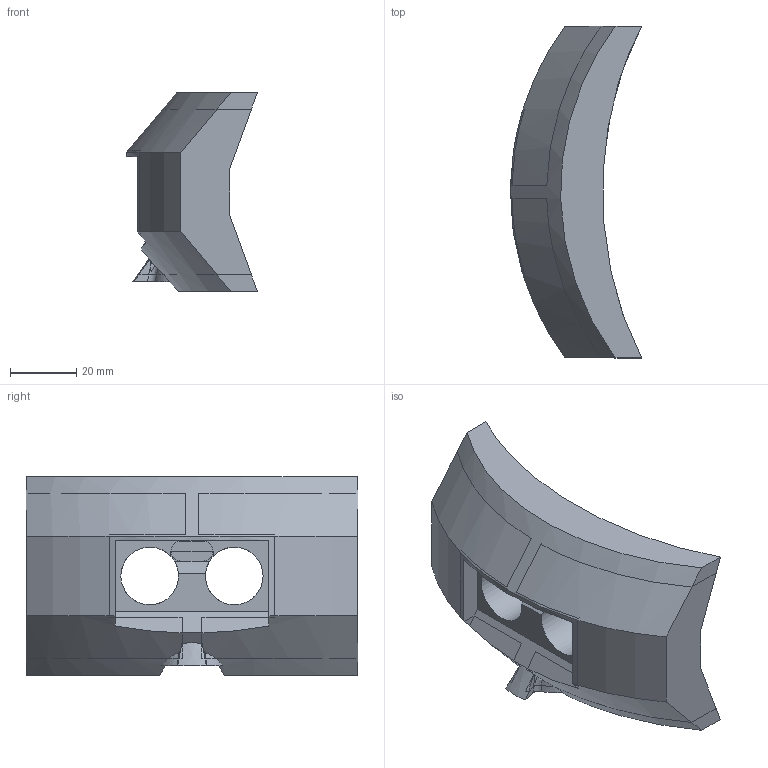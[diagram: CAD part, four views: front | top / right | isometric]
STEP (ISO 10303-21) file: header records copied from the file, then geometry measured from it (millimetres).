
FILE_DESCRIPTION(('FreeCAD Model'),'2;1');
FILE_NAME('Open CASCADE Shape Model','2021-07-22T11:20:32',('Author'),( ''),'Open CASCADE STEP processor 7.4','FreeCAD','Unknown');
FILE_SCHEMA(('AUTOMOTIVE_DESIGN { 1 0 10303 214 1 1 1 1 }'));
Length unit declared in the file: millimetre
Products named in the file (4): Mechanical; Antenna_Solid; Antenna_Porous_L; Antenna_Porous_R
Assembly tree (3 placements, depth 2):
  Mechanical
    Antenna_Solid
    Antenna_Porous_L
    Antenna_Porous_R
Bounding box: 39.5 x 100 x 60 mm (x, y, z)
Volume: 84419.5 mm3; surface area: 31025.4 mm2
Topology: 3 solids, 3 shells, 110 faces, 313 edges, 206 vertices
Faces by surface type: plane 57, bspline 45, cylinder 4, cone 4
Full cylindrical faces by diameter (mm): 17.4 x2
Entity records: 12955 total; most frequent: CARTESIAN_POINT 7663, ORIENTED_EDGE 624, PCURVE 624, DEFINITIONAL_REPRESENTATION 624, DIRECTION 606, B_SPLINE_CURVE_WITH_KNOTS 494, LINE 380, VECTOR 380
